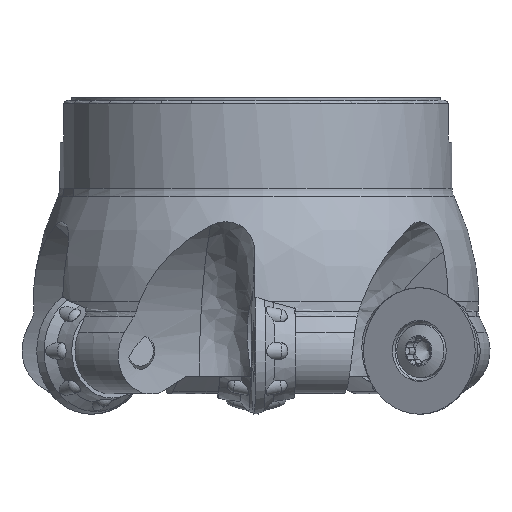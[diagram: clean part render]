
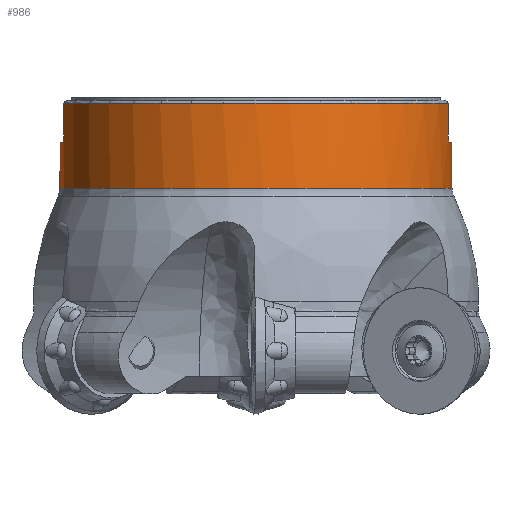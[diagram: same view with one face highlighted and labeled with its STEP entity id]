
A CAD part, left-side view. The second image highlights one B-rep face of the part: STEP entity #986.
In plain terms, the highlighted cylindrical face has radius 31 mm (diameter 62 mm), a full revolution.
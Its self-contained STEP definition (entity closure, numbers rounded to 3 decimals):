
#226=CYLINDRICAL_SURFACE('',#7262,31.);
#727=ELLIPSE('',#7249,43.841,31.);
#728=ELLIPSE('',#7251,43.841,31.);
#729=ELLIPSE('',#7252,43.841,31.);
#730=ELLIPSE('',#7254,43.841,31.);
#731=ELLIPSE('',#7255,43.841,31.);
#732=ELLIPSE('',#7257,43.841,31.);
#733=ELLIPSE('',#7258,43.841,31.);
#734=ELLIPSE('',#7260,43.841,31.);
#986=ADVANCED_FACE('TB_DD4',(#1522,#1523),#226,.T.);
#1522=FACE_BOUND('',#1732,.T.);
#1523=FACE_BOUND('',#1733,.T.);
#1732=EDGE_LOOP('',(#3298,#3299,#3300,#3301,#3302,#3303,#3304,#3305,#3306,
#3307,#3308,#3309,#3310,#3311,#3312,#3313));
#1733=EDGE_LOOP('',(#3314));
#2228=CIRCLE('',#7250,31.);
#2229=CIRCLE('',#7253,31.);
#2230=CIRCLE('',#7256,31.);
#2231=CIRCLE('',#7259,31.);
#2232=CIRCLE('',#7261,31.);
#2424=LINE('',#10814,#2686);
#2425=LINE('',#10822,#2687);
#2426=LINE('',#10830,#2688);
#2427=LINE('',#10838,#2689);
#2686=VECTOR('',#8221,1.);
#2687=VECTOR('',#8228,1.);
#2688=VECTOR('',#8235,1.);
#2689=VECTOR('',#8242,1.);
#3298=ORIENTED_EDGE('',*,*,#5872,.F.);
#3299=ORIENTED_EDGE('',*,*,#5873,.T.);
#3300=ORIENTED_EDGE('',*,*,#5874,.F.);
#3301=ORIENTED_EDGE('',*,*,#5875,.T.);
#3302=ORIENTED_EDGE('',*,*,#5876,.T.);
#3303=ORIENTED_EDGE('',*,*,#5877,.F.);
#3304=ORIENTED_EDGE('',*,*,#5878,.T.);
#3305=ORIENTED_EDGE('',*,*,#5879,.T.);
#3306=ORIENTED_EDGE('',*,*,#5880,.F.);
#3307=ORIENTED_EDGE('',*,*,#5881,.T.);
#3308=ORIENTED_EDGE('',*,*,#5882,.F.);
#3309=ORIENTED_EDGE('',*,*,#5883,.T.);
#3310=ORIENTED_EDGE('',*,*,#5884,.T.);
#3311=ORIENTED_EDGE('',*,*,#5885,.F.);
#3312=ORIENTED_EDGE('',*,*,#5886,.T.);
#3313=ORIENTED_EDGE('',*,*,#5887,.T.);
#3314=ORIENTED_EDGE('',*,*,#5888,.T.);
#5150=VERTEX_POINT('',#10808);
#5151=VERTEX_POINT('',#10809);
#5152=VERTEX_POINT('',#10811);
#5153=VERTEX_POINT('',#10813);
#5154=VERTEX_POINT('',#10815);
#5155=VERTEX_POINT('',#10817);
#5156=VERTEX_POINT('',#10819);
#5157=VERTEX_POINT('',#10821);
#5158=VERTEX_POINT('',#10823);
#5159=VERTEX_POINT('',#10825);
#5160=VERTEX_POINT('',#10827);
#5161=VERTEX_POINT('',#10829);
#5162=VERTEX_POINT('',#10831);
#5163=VERTEX_POINT('',#10833);
#5164=VERTEX_POINT('',#10835);
#5165=VERTEX_POINT('',#10837);
#5166=VERTEX_POINT('',#10840);
#5872=EDGE_CURVE('',#5150,#5151,#727,.T.);
#5873=EDGE_CURVE('',#5150,#5152,#2228,.T.);
#5874=EDGE_CURVE('',#5153,#5152,#728,.T.);
#5875=EDGE_CURVE('',#5153,#5154,#2424,.T.);
#5876=EDGE_CURVE('',#5154,#5155,#729,.T.);
#5877=EDGE_CURVE('',#5156,#5155,#2229,.T.);
#5878=EDGE_CURVE('',#5156,#5157,#730,.T.);
#5879=EDGE_CURVE('',#5157,#5158,#2425,.T.);
#5880=EDGE_CURVE('',#5159,#5158,#731,.T.);
#5881=EDGE_CURVE('',#5159,#5160,#2230,.T.);
#5882=EDGE_CURVE('',#5161,#5160,#732,.T.);
#5883=EDGE_CURVE('',#5161,#5162,#2426,.T.);
#5884=EDGE_CURVE('',#5162,#5163,#733,.T.);
#5885=EDGE_CURVE('',#5164,#5163,#2231,.T.);
#5886=EDGE_CURVE('',#5164,#5165,#734,.T.);
#5887=EDGE_CURVE('',#5165,#5151,#2427,.T.);
#5888=EDGE_CURVE('',#5166,#5166,#2232,.T.);
#7249=AXIS2_PLACEMENT_3D('',#10807,#8215,#8216);
#7250=AXIS2_PLACEMENT_3D('',#10810,#8217,#8218);
#7251=AXIS2_PLACEMENT_3D('',#10812,#8219,#8220);
#7252=AXIS2_PLACEMENT_3D('',#10816,#8222,#8223);
#7253=AXIS2_PLACEMENT_3D('',#10818,#8224,#8225);
#7254=AXIS2_PLACEMENT_3D('',#10820,#8226,#8227);
#7255=AXIS2_PLACEMENT_3D('',#10824,#8229,#8230);
#7256=AXIS2_PLACEMENT_3D('',#10826,#8231,#8232);
#7257=AXIS2_PLACEMENT_3D('',#10828,#8233,#8234);
#7258=AXIS2_PLACEMENT_3D('',#10832,#8236,#8237);
#7259=AXIS2_PLACEMENT_3D('',#10834,#8238,#8239);
#7260=AXIS2_PLACEMENT_3D('',#10836,#8240,#8241);
#7261=AXIS2_PLACEMENT_3D('',#10839,#8243,#8244);
#7262=AXIS2_PLACEMENT_3D('',#10841,#8245,#8246);
#8215=DIRECTION('',(0.707,0.,0.707));
#8216=DIRECTION('',(-0.707,0.,0.707));
#8217=DIRECTION('',(0.,0.,-1.));
#8218=DIRECTION('',(0.035,-0.999,0.));
#8219=DIRECTION('',(0.707,0.,0.707));
#8220=DIRECTION('',(-0.707,0.,0.707));
#8221=DIRECTION('',(0.,0.,-1.));
#8222=DIRECTION('',(-0.707,0.,-0.707));
#8223=DIRECTION('',(-0.707,0.,0.707));
#8224=DIRECTION('',(0.,0.,1.));
#8225=DIRECTION('',(-0.035,0.999,0.));
#8226=DIRECTION('',(0.707,0.,-0.707));
#8227=DIRECTION('',(0.707,0.,0.707));
#8228=DIRECTION('',(0.,0.,1.));
#8229=DIRECTION('',(-0.707,0.,0.707));
#8230=DIRECTION('',(0.707,0.,0.707));
#8231=DIRECTION('',(0.,0.,-1.));
#8232=DIRECTION('',(0.035,-0.999,0.));
#8233=DIRECTION('',(-0.707,0.,0.707));
#8234=DIRECTION('',(0.707,0.,0.707));
#8235=DIRECTION('',(0.,0.,-1.));
#8236=DIRECTION('',(0.707,0.,-0.707));
#8237=DIRECTION('',(0.707,0.,0.707));
#8238=DIRECTION('',(0.,0.,1.));
#8239=DIRECTION('',(-0.035,0.999,0.));
#8240=DIRECTION('',(-0.707,0.,-0.707));
#8241=DIRECTION('',(-0.707,0.,0.707));
#8242=DIRECTION('',(0.,0.,1.));
#8243=DIRECTION('',(0.,0.,1.));
#8244=DIRECTION('',(0.999,0.035,0.));
#8245=DIRECTION('',(0.,0.,1.));
#8246=DIRECTION('',(0.999,0.035,0.));
#10807=CARTESIAN_POINT('',(0.,0.,-7.328));
#10808=CARTESIAN_POINT('',(-6.428,-30.326,-0.9));
#10809=CARTESIAN_POINT('',(-6.228,-30.368,-1.1));
#10810=CARTESIAN_POINT('',(0.,0.,-0.9));
#10811=CARTESIAN_POINT('',(-6.428,30.326,-0.9));
#10812=CARTESIAN_POINT('',(0.,0.,-7.328));
#10813=CARTESIAN_POINT('',(-6.228,30.368,-1.1));
#10814=CARTESIAN_POINT('',(-6.228,30.368,0.5));
#10815=CARTESIAN_POINT('',(-6.228,30.368,-6.2));
#10816=CARTESIAN_POINT('',(0.,0.,-12.428));
#10817=CARTESIAN_POINT('',(-5.428,30.521,-7.));
#10818=CARTESIAN_POINT('',(0.,0.,-7.));
#10819=CARTESIAN_POINT('',(5.427,30.521,-7.));
#10820=CARTESIAN_POINT('',(0.,0.,-12.428));
#10821=CARTESIAN_POINT('',(6.227,30.368,-6.2));
#10822=CARTESIAN_POINT('',(6.227,30.368,0.5));
#10823=CARTESIAN_POINT('',(6.227,30.368,-1.1));
#10824=CARTESIAN_POINT('',(0.,0.,-7.328));
#10825=CARTESIAN_POINT('',(6.427,30.326,-0.9));
#10826=CARTESIAN_POINT('',(0.,0.,-0.9));
#10827=CARTESIAN_POINT('',(6.428,-30.326,-0.9));
#10828=CARTESIAN_POINT('',(0.,0.,-7.327));
#10829=CARTESIAN_POINT('',(6.228,-30.368,-1.1));
#10830=CARTESIAN_POINT('',(6.228,-30.368,0.5));
#10831=CARTESIAN_POINT('',(6.228,-30.368,-6.2));
#10832=CARTESIAN_POINT('',(0.,0.,-12.427));
#10833=CARTESIAN_POINT('',(5.428,-30.521,-7.));
#10834=CARTESIAN_POINT('',(0.,0.,-7.));
#10835=CARTESIAN_POINT('',(-5.428,-30.521,-7.));
#10836=CARTESIAN_POINT('',(0.,0.,-12.428));
#10837=CARTESIAN_POINT('',(-6.228,-30.368,-6.2));
#10838=CARTESIAN_POINT('',(-6.228,-30.368,0.5));
#10839=CARTESIAN_POINT('',(0.,0.,-14.288));
#10840=CARTESIAN_POINT('',(30.981,1.082,-14.288));
#10841=CARTESIAN_POINT('',(0.,0.,0.5));
